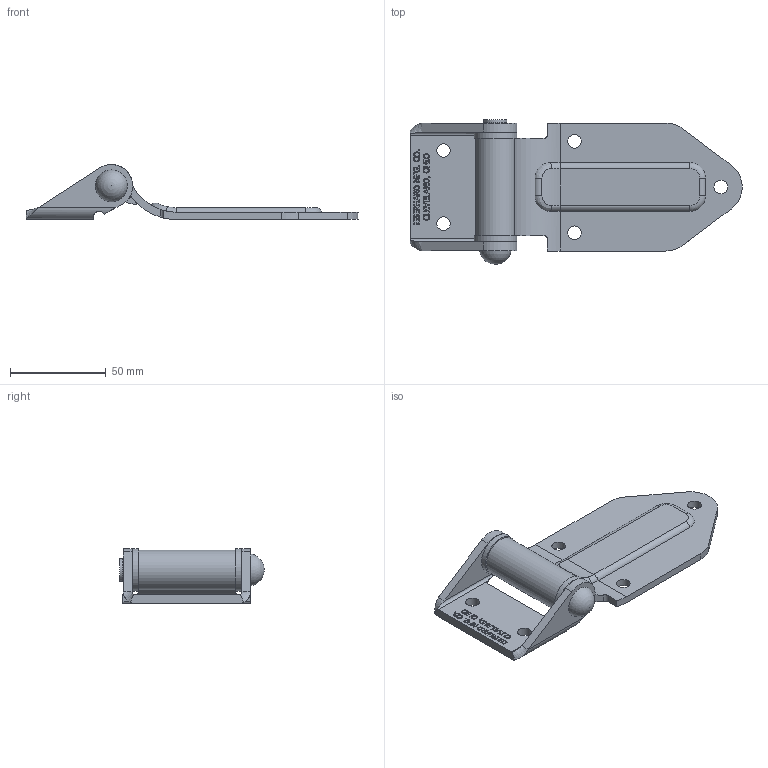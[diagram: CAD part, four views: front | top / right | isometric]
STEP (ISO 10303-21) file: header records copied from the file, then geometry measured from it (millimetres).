
FILE_DESCRIPTION(/* description */ ('OVER THE SEAL TYPE STEEL FLUSH HINGE ASSEMBLY'),/* implementation_level */ '2;1');
FILE_NAME(/* name */ '5867-R.stp',/* time_stamp */ '2023-12-05T14:03:04-05:00',/* author */ ('dtinay'),/* organization */ ('Eberhard Manufacturing Company'),/* preprocessor_version */ 'ST-DEVELOPER v20',/* originating_system */ 'Autodesk Inventor 2024',/* authorisation */ '');
FILE_SCHEMA (('AUTOMOTIVE_DESIGN { 1 0 10303 214 3 1 1 }'));
Length unit declared in the file: inch
Products named in the file (5): 5867-R; 5868-2C; 5868-1X; 5868-5; 5868-3X
Assembly tree (5 placements, depth 2):
  5867-R
    5868-2C
    5868-1X
    5868-5  x2
    5868-3X
Bounding box: 172.95 x 75.3 x 28.58 mm (x, y, z)
Volume: 63031.6 mm3; surface area: 38074.5 mm2
Topology: 5 solids, 5 shells, 506 faces, 1347 edges, 892 vertices
Faces by surface type: plane 308, bspline 142, cylinder 43, torus 8, cone 4, sphere 1
Full cylindrical faces by diameter (mm): 7.137 x5, 9.461 x1, 9.792 x2, 9.906 x2, 11.938 x1, 12.763 x2, 22.225 x2
Entity records: 17706 total; most frequent: CARTESIAN_POINT 5885, ORIENTED_EDGE 2666, DIRECTION 1871, EDGE_CURVE 1333, LINE 939, VECTOR 939, VERTEX_POINT 884, EDGE_LOOP 557
